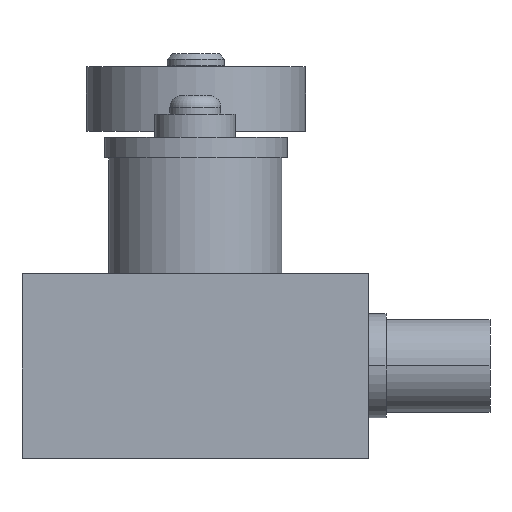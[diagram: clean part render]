
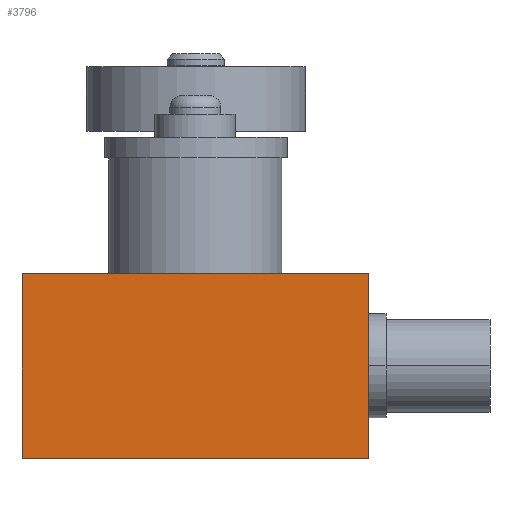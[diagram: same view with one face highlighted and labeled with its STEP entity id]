
A CAD part, front view. The second image highlights one B-rep face of the part: STEP entity #3796.
In plain terms, the highlighted planar face has unit normal (0, -1, 0).
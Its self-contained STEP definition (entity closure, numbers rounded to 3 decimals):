
#2781=CARTESIAN_POINT('',(0.0,0.,16.0));
#2782=VERTEX_POINT('',#2781);
#2791=CARTESIAN_POINT('',(30.001,0.,16.0));
#2792=VERTEX_POINT('',#2791);
#2793=CARTESIAN_POINT('',(30.001,0.,16.0));
#2794=DIRECTION('',(-1.0,0.0,0.0));
#2795=VECTOR('',#2794,30.001);
#2796=LINE('',#2793,#2795);
#2797=EDGE_CURVE('',#2792,#2782,#2796,.T.);
#3448=CARTESIAN_POINT('',(0.0,0.0,0.0));
#3449=VERTEX_POINT('',#3448);
#3456=CARTESIAN_POINT('',(0.0,0.0,0.0));
#3457=DIRECTION('',(0.0,0.0,1.0));
#3458=VECTOR('',#3457,16.0);
#3459=LINE('',#3456,#3458);
#3460=EDGE_CURVE('',#3449,#2782,#3459,.T.);
#3757=CARTESIAN_POINT('',(30.001,0.0,0.0));
#3758=VERTEX_POINT('',#3757);
#3759=CARTESIAN_POINT('',(30.001,0.0,0.0));
#3760=DIRECTION('',(0.0,0.0,1.0));
#3761=VECTOR('',#3760,16.0);
#3762=LINE('',#3759,#3761);
#3763=EDGE_CURVE('',#3758,#2792,#3762,.T.);
#3780=CARTESIAN_POINT('',(30.001,0.0,0.0));
#3781=DIRECTION('',(0.0,-1.0,0.0));
#3782=DIRECTION('',(0.0,0.0,-1.0));
#3783=AXIS2_PLACEMENT_3D('',#3780,#3781,#3782);
#3784=PLANE('',#3783);
#3785=ORIENTED_EDGE('',*,*,#3460,.F.);
#3786=CARTESIAN_POINT('',(0.0,0.0,0.0));
#3787=DIRECTION('',(1.0,0.0,0.0));
#3788=VECTOR('',#3787,30.001);
#3789=LINE('',#3786,#3788);
#3790=EDGE_CURVE('',#3449,#3758,#3789,.T.);
#3791=ORIENTED_EDGE('',*,*,#3790,.T.);
#3792=ORIENTED_EDGE('',*,*,#3763,.T.);
#3793=ORIENTED_EDGE('',*,*,#2797,.T.);
#3794=EDGE_LOOP('',(#3785,#3791,#3792,#3793));
#3795=FACE_OUTER_BOUND('',#3794,.T.);
#3796=ADVANCED_FACE('',(#3795),#3784,.T.);
